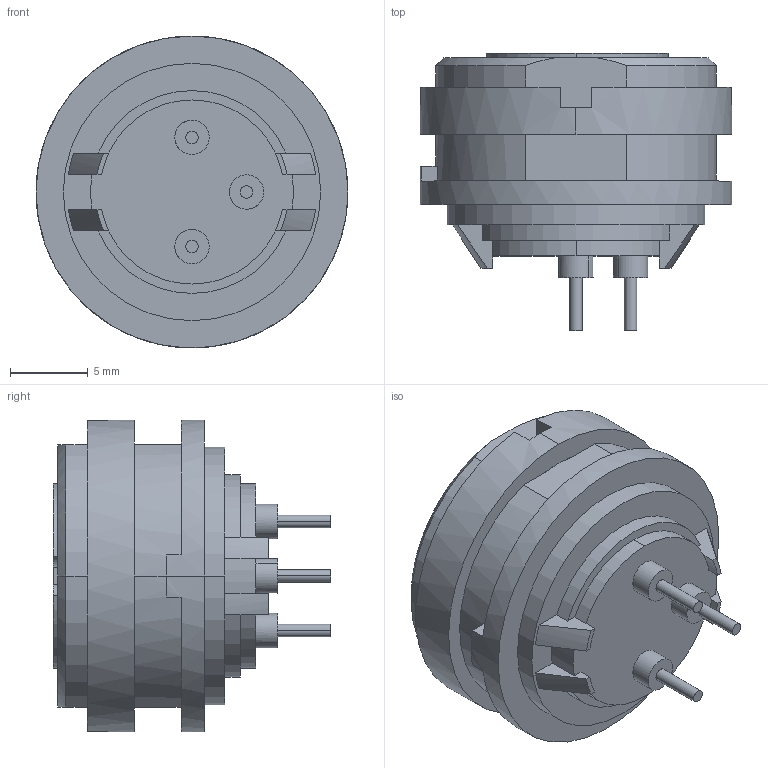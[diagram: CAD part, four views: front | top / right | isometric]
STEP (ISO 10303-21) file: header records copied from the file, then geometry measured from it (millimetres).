
FILE_DESCRIPTION(('CoCreate Modeling STEP Export'),'2;1');
FILE_NAME('model.stp','2010-07-16T11:00:10',(''),(''),'CoCreate Modeling STEP processor for AP214 (Solid Model)','CoCreate Modeling 16.00C 25-Feb-2009 (C) Parametric Technology GmbH','');
FILE_SCHEMA(('AUTOMOTIVE_DESIGN { 1 0 10303 214 1 1 1 1 }'));
Length unit declared in the file: millimetre
Products named in the file (1): KGR_30
Bounding box: 20 x 17.8 x 20 mm (x, y, z)
Volume: 2590.7 mm3; surface area: 2252.3 mm2
Topology: 1 solids, 1 shells, 114 faces, 292 edges, 194 vertices
Faces by surface type: cylinder 51, plane 49, cone 14
Entity records: 3545 total; most frequent: CARTESIAN_POINT 716, ORIENTED_EDGE 584, DIRECTION 426, EDGE_CURVE 292, VERTEX_POINT 194, AXIS2_PLACEMENT_3D 145, VECTOR 136, LINE 136
